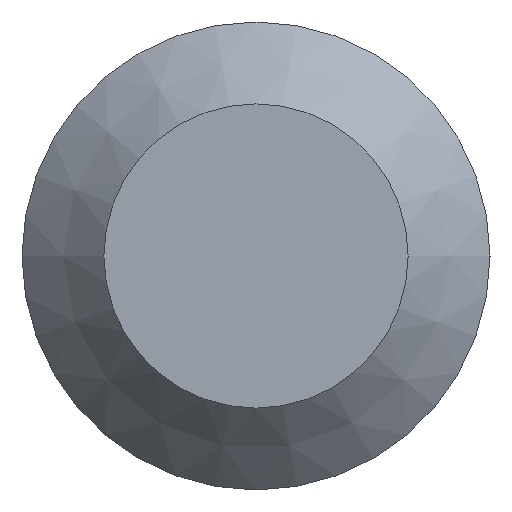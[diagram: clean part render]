
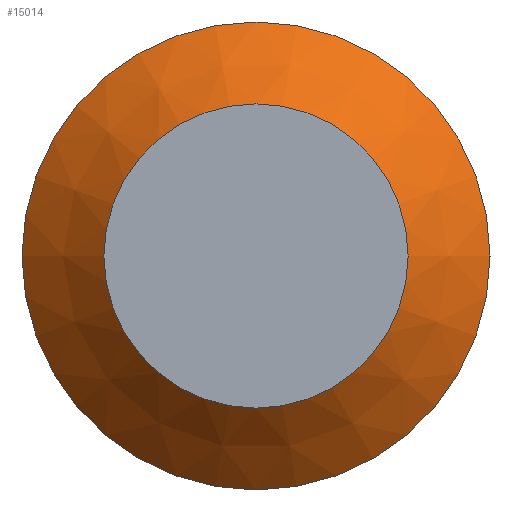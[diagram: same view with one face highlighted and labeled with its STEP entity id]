
A CAD part, left-side view. The second image highlights one B-rep face of the part: STEP entity #15014.
In plain terms, the highlighted conical face has half-angle 45 degrees and reference radius 2.6 mm.
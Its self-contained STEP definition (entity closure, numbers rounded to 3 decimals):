
#18 = DIRECTION ( 'NONE',  ( -1., 0., 0. ) ) ;
#99 = CONICAL_SURFACE ( 'NONE', #3061, 2.6, 0.785 ) ;
#293 = DIRECTION ( 'NONE',  ( 1., 0., 0. ) ) ;
#899 = EDGE_LOOP ( 'NONE', ( #3182 ) ) ;
#1627 = CARTESIAN_POINT ( 'NONE',  ( 1.4, 0., 0. ) ) ;
#2759 = DIRECTION ( 'NONE',  ( 0., -1., 0. ) ) ;
#3061 = AXIS2_PLACEMENT_3D ( 'NONE', #10051, #293, #10784 ) ;
#3182 = ORIENTED_EDGE ( 'NONE', *, *, #11768, .T. ) ;
#4893 = CARTESIAN_POINT ( 'NONE',  ( 0., -2.6, 0. ) ) ;
#5953 = CIRCLE ( 'NONE', #7767, 4. ) ;
#7767 = AXIS2_PLACEMENT_3D ( 'NONE', #1627, #18, #2759 ) ;
#7926 = EDGE_LOOP ( 'NONE', ( #10204 ) ) ;
#8146 = VERTEX_POINT ( 'NONE', #4893 ) ;
#8199 = FACE_OUTER_BOUND ( 'NONE', #899, .T. ) ;
#8895 = DIRECTION ( 'NONE',  ( 0., -1., 0. ) ) ;
#10051 = CARTESIAN_POINT ( 'NONE',  ( 0., 0., 0. ) ) ;
#10147 = CARTESIAN_POINT ( 'NONE',  ( 0., 0., 0. ) ) ;
#10204 = ORIENTED_EDGE ( 'NONE', *, *, #15756, .F. ) ;
#10385 = DIRECTION ( 'NONE',  ( -1., 0., 0. ) ) ;
#10418 = AXIS2_PLACEMENT_3D ( 'NONE', #10147, #10385, #8895 ) ;
#10784 = DIRECTION ( 'NONE',  ( 0., 1., 0. ) ) ;
#11532 = CIRCLE ( 'NONE', #10418, 2.6 ) ;
#11705 = VERTEX_POINT ( 'NONE', #12115 ) ;
#11768 = EDGE_CURVE ( 'NONE', #11705, #11705, #5953, .T. ) ;
#12115 = CARTESIAN_POINT ( 'NONE',  ( 1.4, -4., 0. ) ) ;
#15014 = ADVANCED_FACE ( 'NONE', ( #8199, #16214 ), #99, .T. ) ;
#15756 = EDGE_CURVE ( 'NONE', #8146, #8146, #11532, .T. ) ;
#16214 = FACE_BOUND ( 'NONE', #7926, .T. ) ;
